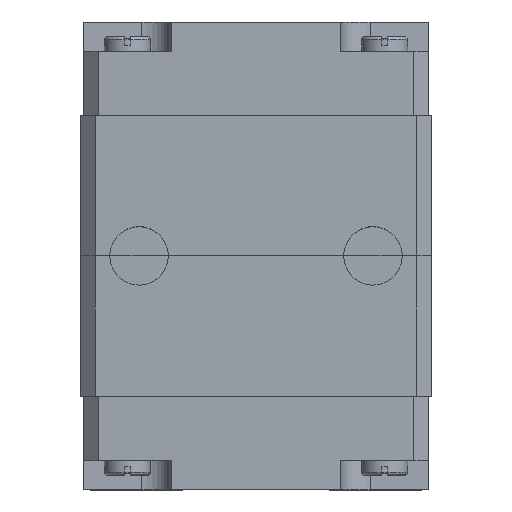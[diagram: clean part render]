
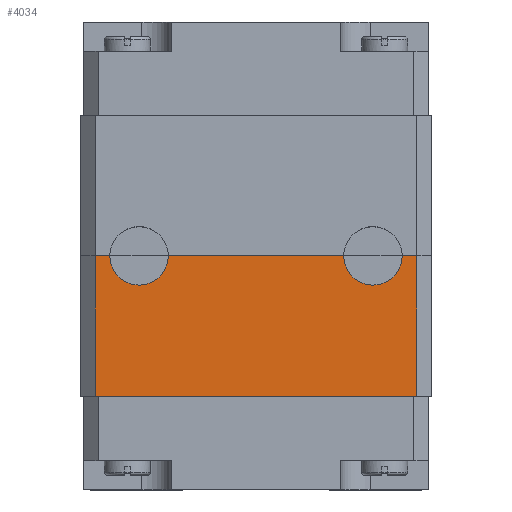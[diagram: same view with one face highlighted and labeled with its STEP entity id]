
A CAD part, top view. The second image highlights one B-rep face of the part: STEP entity #4034.
In plain terms, the highlighted planar face has unit normal (0, 0, 1).
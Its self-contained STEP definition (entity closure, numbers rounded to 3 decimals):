
#155 = PLANE('',#156);
#156 = AXIS2_PLACEMENT_3D('',#157,#158,#159);
#157 = CARTESIAN_POINT('',(0.,-4.8,3.714));
#158 = DIRECTION('',(0.,1.,0.));
#159 = DIRECTION('',(0.,0.,1.));
#1410 = VERTEX_POINT('',#1411);
#1411 = CARTESIAN_POINT('',(-5.5,-4.8,4.7));
#1425 = PLANE('',#1426);
#1426 = AXIS2_PLACEMENT_3D('',#1427,#1428,#1429);
#1427 = CARTESIAN_POINT('',(-5.75,0.,4.45));
#1428 = DIRECTION('',(-0.707,0.,0.707));
#1429 = DIRECTION('',(0.,1.,0.));
#1437 = EDGE_CURVE('',#1410,#1438,#1440,.T.);
#1438 = VERTEX_POINT('',#1439);
#1439 = CARTESIAN_POINT('',(5.5,-4.8,4.7));
#1440 = SURFACE_CURVE('',#1441,(#1445,#1452),.PCURVE_S1.);
#1441 = LINE('',#1442,#1443);
#1442 = CARTESIAN_POINT('',(-6.,-4.8,4.7));
#1443 = VECTOR('',#1444,1.);
#1444 = DIRECTION('',(1.,0.,0.));
#1445 = PCURVE('',#155,#1446);
#1446 = DEFINITIONAL_REPRESENTATION('',(#1447),#1451);
#1447 = LINE('',#1448,#1449);
#1448 = CARTESIAN_POINT('',(0.986,-6.));
#1449 = VECTOR('',#1450,1.);
#1450 = DIRECTION('',(0.,1.));
#1451 = ( GEOMETRIC_REPRESENTATION_CONTEXT(2) 
PARAMETRIC_REPRESENTATION_CONTEXT() REPRESENTATION_CONTEXT('2D SPACE',''
  ) );
#1452 = PCURVE('',#1453,#1458);
#1453 = PLANE('',#1454);
#1454 = AXIS2_PLACEMENT_3D('',#1455,#1456,#1457);
#1455 = CARTESIAN_POINT('',(-6.,0.,4.7));
#1456 = DIRECTION('',(0.,0.,1.));
#1457 = DIRECTION('',(1.,0.,0.));
#1458 = DEFINITIONAL_REPRESENTATION('',(#1459),#1463);
#1459 = LINE('',#1460,#1461);
#1460 = CARTESIAN_POINT('',(0.,-4.8));
#1461 = VECTOR('',#1462,1.);
#1462 = DIRECTION('',(1.,0.));
#1463 = ( GEOMETRIC_REPRESENTATION_CONTEXT(2) 
PARAMETRIC_REPRESENTATION_CONTEXT() REPRESENTATION_CONTEXT('2D SPACE',''
  ) );
#1481 = PLANE('',#1482);
#1482 = AXIS2_PLACEMENT_3D('',#1483,#1484,#1485);
#1483 = CARTESIAN_POINT('',(5.75,0.,4.45));
#1484 = DIRECTION('',(0.707,0.,0.707));
#1485 = DIRECTION('',(0.,1.,0.));
#3483 = PLANE('',#3484);
#3484 = AXIS2_PLACEMENT_3D('',#3485,#3486,#3487);
#3485 = CARTESIAN_POINT('',(-6.,0.,4.7));
#3486 = DIRECTION('',(0.,0.,1.));
#3487 = DIRECTION('',(-1.,-0.,-0.));
#3992 = VERTEX_POINT('',#3993);
#3993 = CARTESIAN_POINT('',(-5.5,0.,4.7));
#4012 = EDGE_CURVE('',#3992,#1410,#4013,.T.);
#4013 = SURFACE_CURVE('',#4014,(#4018,#4025),.PCURVE_S1.);
#4014 = LINE('',#4015,#4016);
#4015 = CARTESIAN_POINT('',(-5.5,0.,4.7));
#4016 = VECTOR('',#4017,1.);
#4017 = DIRECTION('',(0.,-1.,0.));
#4018 = PCURVE('',#1425,#4019);
#4019 = DEFINITIONAL_REPRESENTATION('',(#4020),#4024);
#4020 = LINE('',#4021,#4022);
#4021 = CARTESIAN_POINT('',(-0.,-0.354));
#4022 = VECTOR('',#4023,1.);
#4023 = DIRECTION('',(-1.,0.));
#4024 = ( GEOMETRIC_REPRESENTATION_CONTEXT(2) 
PARAMETRIC_REPRESENTATION_CONTEXT() REPRESENTATION_CONTEXT('2D SPACE',''
  ) );
#4025 = PCURVE('',#1453,#4026);
#4026 = DEFINITIONAL_REPRESENTATION('',(#4027),#4031);
#4027 = LINE('',#4028,#4029);
#4028 = CARTESIAN_POINT('',(0.5,0.));
#4029 = VECTOR('',#4030,1.);
#4030 = DIRECTION('',(0.,-1.));
#4031 = ( GEOMETRIC_REPRESENTATION_CONTEXT(2) 
PARAMETRIC_REPRESENTATION_CONTEXT() REPRESENTATION_CONTEXT('2D SPACE',''
  ) );
#4034 = ADVANCED_FACE('',(#4035),#1453,.T.);
#4035 = FACE_BOUND('',#4036,.T.);
#4036 = EDGE_LOOP('',(#4037,#4060,#4061,#4062,#4085,#4108,#4137,#4160));
#4037 = ORIENTED_EDGE('',*,*,#4038,.F.);
#4038 = EDGE_CURVE('',#3992,#4039,#4041,.T.);
#4039 = VERTEX_POINT('',#4040);
#4040 = CARTESIAN_POINT('',(-5.,0.,4.7));
#4041 = SURFACE_CURVE('',#4042,(#4046,#4053),.PCURVE_S1.);
#4042 = LINE('',#4043,#4044);
#4043 = CARTESIAN_POINT('',(-6.,0.,4.7));
#4044 = VECTOR('',#4045,1.);
#4045 = DIRECTION('',(1.,0.,0.));
#4046 = PCURVE('',#1453,#4047);
#4047 = DEFINITIONAL_REPRESENTATION('',(#4048),#4052);
#4048 = LINE('',#4049,#4050);
#4049 = CARTESIAN_POINT('',(0.,0.));
#4050 = VECTOR('',#4051,1.);
#4051 = DIRECTION('',(1.,0.));
#4052 = ( GEOMETRIC_REPRESENTATION_CONTEXT(2) 
PARAMETRIC_REPRESENTATION_CONTEXT() REPRESENTATION_CONTEXT('2D SPACE',''
  ) );
#4053 = PCURVE('',#3483,#4054);
#4054 = DEFINITIONAL_REPRESENTATION('',(#4055),#4059);
#4055 = LINE('',#4056,#4057);
#4056 = CARTESIAN_POINT('',(-0.,0.));
#4057 = VECTOR('',#4058,1.);
#4058 = DIRECTION('',(-1.,0.));
#4059 = ( GEOMETRIC_REPRESENTATION_CONTEXT(2) 
PARAMETRIC_REPRESENTATION_CONTEXT() REPRESENTATION_CONTEXT('2D SPACE',''
  ) );
#4060 = ORIENTED_EDGE('',*,*,#4012,.T.);
#4061 = ORIENTED_EDGE('',*,*,#1437,.T.);
#4062 = ORIENTED_EDGE('',*,*,#4063,.F.);
#4063 = EDGE_CURVE('',#4064,#1438,#4066,.T.);
#4064 = VERTEX_POINT('',#4065);
#4065 = CARTESIAN_POINT('',(5.5,0.,4.7));
#4066 = SURFACE_CURVE('',#4067,(#4071,#4078),.PCURVE_S1.);
#4067 = LINE('',#4068,#4069);
#4068 = CARTESIAN_POINT('',(5.5,0.,4.7));
#4069 = VECTOR('',#4070,1.);
#4070 = DIRECTION('',(0.,-1.,0.));
#4071 = PCURVE('',#1453,#4072);
#4072 = DEFINITIONAL_REPRESENTATION('',(#4073),#4077);
#4073 = LINE('',#4074,#4075);
#4074 = CARTESIAN_POINT('',(11.5,0.));
#4075 = VECTOR('',#4076,1.);
#4076 = DIRECTION('',(0.,-1.));
#4077 = ( GEOMETRIC_REPRESENTATION_CONTEXT(2) 
PARAMETRIC_REPRESENTATION_CONTEXT() REPRESENTATION_CONTEXT('2D SPACE',''
  ) );
#4078 = PCURVE('',#1481,#4079);
#4079 = DEFINITIONAL_REPRESENTATION('',(#4080),#4084);
#4080 = LINE('',#4081,#4082);
#4081 = CARTESIAN_POINT('',(-0.,0.354));
#4082 = VECTOR('',#4083,1.);
#4083 = DIRECTION('',(-1.,0.));
#4084 = ( GEOMETRIC_REPRESENTATION_CONTEXT(2) 
PARAMETRIC_REPRESENTATION_CONTEXT() REPRESENTATION_CONTEXT('2D SPACE',''
  ) );
#4085 = ORIENTED_EDGE('',*,*,#4086,.F.);
#4086 = EDGE_CURVE('',#4087,#4064,#4089,.T.);
#4087 = VERTEX_POINT('',#4088);
#4088 = CARTESIAN_POINT('',(5.,0.,4.7));
#4089 = SURFACE_CURVE('',#4090,(#4094,#4101),.PCURVE_S1.);
#4090 = LINE('',#4091,#4092);
#4091 = CARTESIAN_POINT('',(-6.,0.,4.7));
#4092 = VECTOR('',#4093,1.);
#4093 = DIRECTION('',(1.,0.,0.));
#4094 = PCURVE('',#1453,#4095);
#4095 = DEFINITIONAL_REPRESENTATION('',(#4096),#4100);
#4096 = LINE('',#4097,#4098);
#4097 = CARTESIAN_POINT('',(0.,0.));
#4098 = VECTOR('',#4099,1.);
#4099 = DIRECTION('',(1.,0.));
#4100 = ( GEOMETRIC_REPRESENTATION_CONTEXT(2) 
PARAMETRIC_REPRESENTATION_CONTEXT() REPRESENTATION_CONTEXT('2D SPACE',''
  ) );
#4101 = PCURVE('',#3483,#4102);
#4102 = DEFINITIONAL_REPRESENTATION('',(#4103),#4107);
#4103 = LINE('',#4104,#4105);
#4104 = CARTESIAN_POINT('',(-0.,0.));
#4105 = VECTOR('',#4106,1.);
#4106 = DIRECTION('',(-1.,0.));
#4107 = ( GEOMETRIC_REPRESENTATION_CONTEXT(2) 
PARAMETRIC_REPRESENTATION_CONTEXT() REPRESENTATION_CONTEXT('2D SPACE',''
  ) );
#4108 = ORIENTED_EDGE('',*,*,#4109,.F.);
#4109 = EDGE_CURVE('',#4110,#4087,#4112,.T.);
#4110 = VERTEX_POINT('',#4111);
#4111 = CARTESIAN_POINT('',(3.,0.,4.7));
#4112 = SURFACE_CURVE('',#4113,(#4118,#4125),.PCURVE_S1.);
#4113 = CIRCLE('',#4114,1.);
#4114 = AXIS2_PLACEMENT_3D('',#4115,#4116,#4117);
#4115 = CARTESIAN_POINT('',(4.,0.,4.7));
#4116 = DIRECTION('',(0.,0.,1.));
#4117 = DIRECTION('',(-1.,0.,0.));
#4118 = PCURVE('',#1453,#4119);
#4119 = DEFINITIONAL_REPRESENTATION('',(#4120),#4124);
#4120 = CIRCLE('',#4121,1.);
#4121 = AXIS2_PLACEMENT_2D('',#4122,#4123);
#4122 = CARTESIAN_POINT('',(10.,0.));
#4123 = DIRECTION('',(-1.,0.));
#4124 = ( GEOMETRIC_REPRESENTATION_CONTEXT(2) 
PARAMETRIC_REPRESENTATION_CONTEXT() REPRESENTATION_CONTEXT('2D SPACE',''
  ) );
#4125 = PCURVE('',#4126,#4131);
#4126 = CYLINDRICAL_SURFACE('',#4127,1.);
#4127 = AXIS2_PLACEMENT_3D('',#4128,#4129,#4130);
#4128 = CARTESIAN_POINT('',(4.,0.,4.7));
#4129 = DIRECTION('',(0.,0.,1.));
#4130 = DIRECTION('',(-1.,0.,0.));
#4131 = DEFINITIONAL_REPRESENTATION('',(#4132),#4136);
#4132 = LINE('',#4133,#4134);
#4133 = CARTESIAN_POINT('',(0.,0.));
#4134 = VECTOR('',#4135,1.);
#4135 = DIRECTION('',(1.,0.));
#4136 = ( GEOMETRIC_REPRESENTATION_CONTEXT(2) 
PARAMETRIC_REPRESENTATION_CONTEXT() REPRESENTATION_CONTEXT('2D SPACE',''
  ) );
#4137 = ORIENTED_EDGE('',*,*,#4138,.F.);
#4138 = EDGE_CURVE('',#4139,#4110,#4141,.T.);
#4139 = VERTEX_POINT('',#4140);
#4140 = CARTESIAN_POINT('',(-3.,0.,4.7));
#4141 = SURFACE_CURVE('',#4142,(#4146,#4153),.PCURVE_S1.);
#4142 = LINE('',#4143,#4144);
#4143 = CARTESIAN_POINT('',(-6.,0.,4.7));
#4144 = VECTOR('',#4145,1.);
#4145 = DIRECTION('',(1.,0.,0.));
#4146 = PCURVE('',#1453,#4147);
#4147 = DEFINITIONAL_REPRESENTATION('',(#4148),#4152);
#4148 = LINE('',#4149,#4150);
#4149 = CARTESIAN_POINT('',(0.,0.));
#4150 = VECTOR('',#4151,1.);
#4151 = DIRECTION('',(1.,0.));
#4152 = ( GEOMETRIC_REPRESENTATION_CONTEXT(2) 
PARAMETRIC_REPRESENTATION_CONTEXT() REPRESENTATION_CONTEXT('2D SPACE',''
  ) );
#4153 = PCURVE('',#3483,#4154);
#4154 = DEFINITIONAL_REPRESENTATION('',(#4155),#4159);
#4155 = LINE('',#4156,#4157);
#4156 = CARTESIAN_POINT('',(-0.,0.));
#4157 = VECTOR('',#4158,1.);
#4158 = DIRECTION('',(-1.,0.));
#4159 = ( GEOMETRIC_REPRESENTATION_CONTEXT(2) 
PARAMETRIC_REPRESENTATION_CONTEXT() REPRESENTATION_CONTEXT('2D SPACE',''
  ) );
#4160 = ORIENTED_EDGE('',*,*,#4161,.F.);
#4161 = EDGE_CURVE('',#4039,#4139,#4162,.T.);
#4162 = SURFACE_CURVE('',#4163,(#4168,#4175),.PCURVE_S1.);
#4163 = CIRCLE('',#4164,1.);
#4164 = AXIS2_PLACEMENT_3D('',#4165,#4166,#4167);
#4165 = CARTESIAN_POINT('',(-4.,0.,4.7));
#4166 = DIRECTION('',(0.,0.,1.));
#4167 = DIRECTION('',(-1.,0.,0.));
#4168 = PCURVE('',#1453,#4169);
#4169 = DEFINITIONAL_REPRESENTATION('',(#4170),#4174);
#4170 = CIRCLE('',#4171,1.);
#4171 = AXIS2_PLACEMENT_2D('',#4172,#4173);
#4172 = CARTESIAN_POINT('',(2.,0.));
#4173 = DIRECTION('',(-1.,0.));
#4174 = ( GEOMETRIC_REPRESENTATION_CONTEXT(2) 
PARAMETRIC_REPRESENTATION_CONTEXT() REPRESENTATION_CONTEXT('2D SPACE',''
  ) );
#4175 = PCURVE('',#4176,#4181);
#4176 = CYLINDRICAL_SURFACE('',#4177,1.);
#4177 = AXIS2_PLACEMENT_3D('',#4178,#4179,#4180);
#4178 = CARTESIAN_POINT('',(-4.,0.,4.7));
#4179 = DIRECTION('',(0.,0.,1.));
#4180 = DIRECTION('',(-1.,0.,0.));
#4181 = DEFINITIONAL_REPRESENTATION('',(#4182),#4186);
#4182 = LINE('',#4183,#4184);
#4183 = CARTESIAN_POINT('',(0.,0.));
#4184 = VECTOR('',#4185,1.);
#4185 = DIRECTION('',(1.,0.));
#4186 = ( GEOMETRIC_REPRESENTATION_CONTEXT(2) 
PARAMETRIC_REPRESENTATION_CONTEXT() REPRESENTATION_CONTEXT('2D SPACE',''
  ) );
